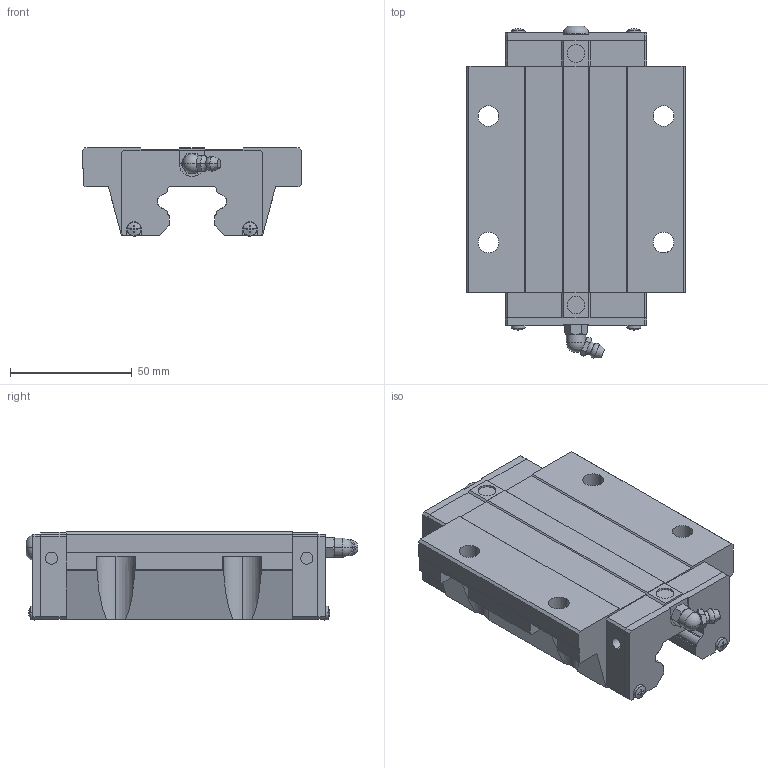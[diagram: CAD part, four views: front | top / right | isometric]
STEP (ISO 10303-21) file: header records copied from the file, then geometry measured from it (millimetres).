
FILE_DESCRIPTION(('STEP AP214'),'1');
FILE_NAME('cctmp_7962F7FF-0CBC-4B1C-8469-7AE8C36AC905_2024_08_02_20_54_28_0614..stp','2024-08-02T18:54:28',('HIWIN GmbH'),('CADClick - www.CADClick.com'),'Spatial InterOp 3D',' ','unknown authorization');
FILE_SCHEMA(('AUTOMOTIVE_DESIGN'));
Length unit declared in the file: millimetre
Products named in the file (1): HGW30HCZ0C_FILE
Bounding box: 90 x 136.51 x 36.3 mm (x, y, z)
Volume: 239562.3 mm3; surface area: 40649.7 mm2
Topology: 1 solids, 5 shells, 398 faces, 1077 edges, 697 vertices
Faces by surface type: plane 248, cylinder 92, cone 38, torus 18, sphere 2
Entity records: 15862 total; most frequent: CARTESIAN_POINT 2707, ORIENTED_EDGE 2150, DIRECTION 2020, EDGE_CURVE 1075, VERTEX_POINT 697, LINE 696, VECTOR 696, AXIS2_PLACEMENT_3D 662
